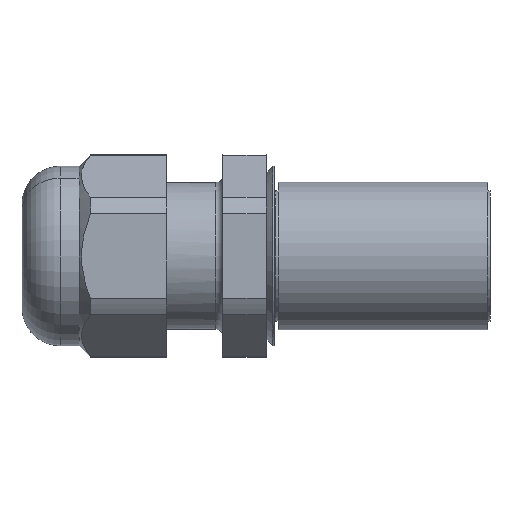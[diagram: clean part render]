
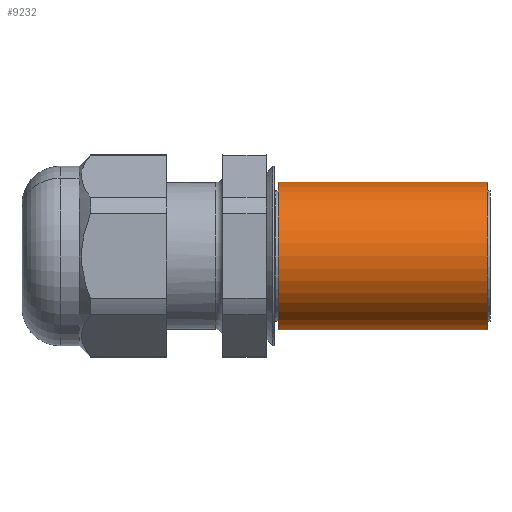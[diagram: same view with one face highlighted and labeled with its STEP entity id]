
A CAD part, left-side view. The second image highlights one B-rep face of the part: STEP entity #9232.
In plain terms, the highlighted cylindrical face has radius 8 mm (diameter 16 mm), a partial arc.
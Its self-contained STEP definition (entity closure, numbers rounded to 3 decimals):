
#35 = CARTESIAN_POINT ( 'NONE',  ( 0., -30.4, 0. ) ) ;
#60 = EDGE_CURVE ( 'NONE', #4564, #1371, #8644, .T. ) ;
#425 = ORIENTED_EDGE ( 'NONE', *, *, #5806, .F. ) ;
#491 = VERTEX_POINT ( 'NONE', #2889 ) ;
#606 = CARTESIAN_POINT ( 'NONE',  ( 0., 0., 8. ) ) ;
#656 = CYLINDRICAL_SURFACE ( 'NONE', #6974, 8. ) ;
#764 = DIRECTION ( 'NONE',  ( 0., 0., -1. ) ) ;
#1190 = VECTOR ( 'NONE', #5035, 1000. ) ;
#1371 = VERTEX_POINT ( 'NONE', #5227 ) ;
#1722 = DIRECTION ( 'NONE',  ( 0., 0., -1. ) ) ;
#2386 = CARTESIAN_POINT ( 'NONE',  ( 0., 0., -8. ) ) ;
#2889 = CARTESIAN_POINT ( 'NONE',  ( 0., -7.65, 8. ) ) ;
#3004 = VERTEX_POINT ( 'NONE', #5432 ) ;
#3081 = FACE_OUTER_BOUND ( 'NONE', #4590, .T. ) ;
#4243 = CIRCLE ( 'NONE', #8638, 8. ) ;
#4366 = DIRECTION ( 'NONE',  ( 0., -1., 0. ) ) ;
#4528 = AXIS2_PLACEMENT_3D ( 'NONE', #35, #5163, #764 ) ;
#4564 = VERTEX_POINT ( 'NONE', #4657 ) ;
#4590 = EDGE_LOOP ( 'NONE', ( #425, #6269, #7818, #4889 ) ) ;
#4657 = CARTESIAN_POINT ( 'NONE',  ( 0., -7.65, -8. ) ) ;
#4889 = ORIENTED_EDGE ( 'NONE', *, *, #5888, .F. ) ;
#5035 = DIRECTION ( 'NONE',  ( 0., -1., 0. ) ) ;
#5063 = VECTOR ( 'NONE', #8180, 1000. ) ;
#5163 = DIRECTION ( 'NONE',  ( 0., -1., 0. ) ) ;
#5227 = CARTESIAN_POINT ( 'NONE',  ( 0., -30.4, -8. ) ) ;
#5315 = LINE ( 'NONE', #606, #1190 ) ;
#5365 = DIRECTION ( 'NONE',  ( 0., -1., 0. ) ) ;
#5432 = CARTESIAN_POINT ( 'NONE',  ( 0., -30.4, 8. ) ) ;
#5806 = EDGE_CURVE ( 'NONE', #491, #3004, #5315, .T. ) ;
#5888 = EDGE_CURVE ( 'NONE', #3004, #1371, #8225, .T. ) ;
#6083 = CARTESIAN_POINT ( 'NONE',  ( 0., 0., 0. ) ) ;
#6269 = ORIENTED_EDGE ( 'NONE', *, *, #8473, .T. ) ;
#6974 = AXIS2_PLACEMENT_3D ( 'NONE', #6083, #5365, #1722 ) ;
#7818 = ORIENTED_EDGE ( 'NONE', *, *, #60, .T. ) ;
#8180 = DIRECTION ( 'NONE',  ( 0., -1., 0. ) ) ;
#8225 = CIRCLE ( 'NONE', #4528, 8. ) ;
#8473 = EDGE_CURVE ( 'NONE', #491, #4564, #4243, .T. ) ;
#8638 = AXIS2_PLACEMENT_3D ( 'NONE', #8670, #4366, #9379 ) ;
#8644 = LINE ( 'NONE', #2386, #5063 ) ;
#8670 = CARTESIAN_POINT ( 'NONE',  ( 0., -7.65, 0. ) ) ;
#9232 = ADVANCED_FACE ( 'NONE', ( #3081 ), #656, .T. ) ;
#9379 = DIRECTION ( 'NONE',  ( 0., 0., -1. ) ) ;
